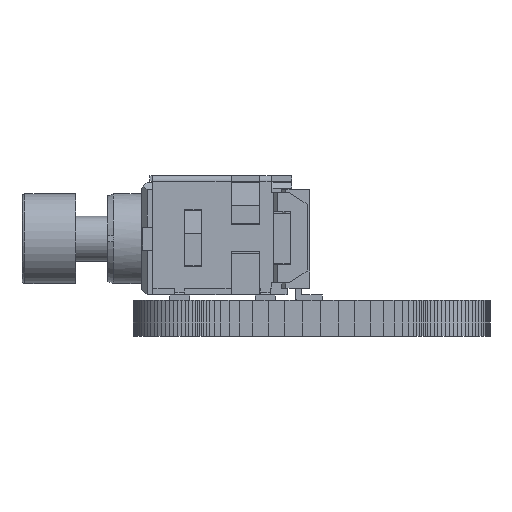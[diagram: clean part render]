
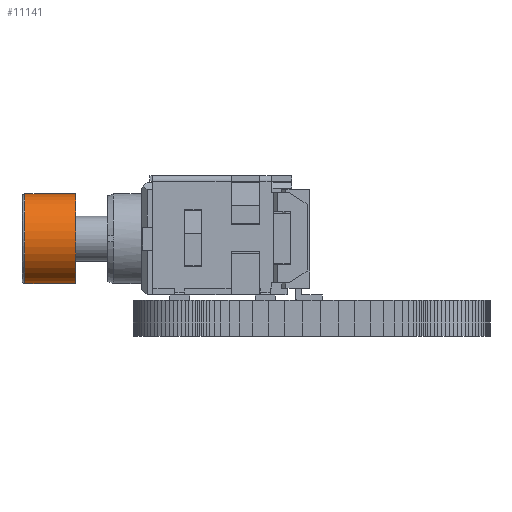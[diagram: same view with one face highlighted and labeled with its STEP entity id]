
A CAD part, left-side view. The second image highlights one B-rep face of the part: STEP entity #11141.
In plain terms, the highlighted cylindrical face has radius 1.994 mm (diameter 3.988 mm), a full revolution.
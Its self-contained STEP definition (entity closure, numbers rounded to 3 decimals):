
#11141 = ADVANCED_FACE('',(#11142),#11155,.T.);
#11142 = FACE_BOUND('',#11143,.T.);
#11143 = EDGE_LOOP('',(#11144,#11182,#11204,#11231));
#11144 = ORIENTED_EDGE('',*,*,#11145,.F.);
#11145 = EDGE_CURVE('',#11146,#11146,#11148,.T.);
#11146 = VERTEX_POINT('',#11147);
#11147 = CARTESIAN_POINT('',(-1.994,0.,2.921));
#11148 = SURFACE_CURVE('',#11149,(#11154,#11166),.PCURVE_S1.);
#11149 = CIRCLE('',#11150,1.994);
#11150 = AXIS2_PLACEMENT_3D('',#11151,#11152,#11153);
#11151 = CARTESIAN_POINT('',(0.,0.,2.921));
#11152 = DIRECTION('',(0.,0.,-1.));
#11153 = DIRECTION('',(-1.,0.,0.));
#11154 = PCURVE('',#11155,#11160);
#11155 = CYLINDRICAL_SURFACE('',#11156,1.994);
#11156 = AXIS2_PLACEMENT_3D('',#11157,#11158,#11159);
#11157 = CARTESIAN_POINT('',(0.,0.,2.921));
#11158 = DIRECTION('',(0.,0.,1.));
#11159 = DIRECTION('',(-1.,0.,0.));
#11160 = DEFINITIONAL_REPRESENTATION('',(#11161),#11165);
#11161 = LINE('',#11162,#11163);
#11162 = CARTESIAN_POINT('',(6.283,0.));
#11163 = VECTOR('',#11164,1.);
#11164 = DIRECTION('',(-1.,0.));
#11165 = ( GEOMETRIC_REPRESENTATION_CONTEXT(2) 
PARAMETRIC_REPRESENTATION_CONTEXT() REPRESENTATION_CONTEXT('2D SPACE',''
  ) );
#11166 = PCURVE('',#11167,#11172);
#11167 = PLANE('',#11168);
#11168 = AXIS2_PLACEMENT_3D('',#11169,#11170,#11171);
#11169 = CARTESIAN_POINT('',(-1.994,0.,2.921));
#11170 = DIRECTION('',(0.,0.,1.));
#11171 = DIRECTION('',(1.,0.,0.));
#11172 = DEFINITIONAL_REPRESENTATION('',(#11173),#11181);
#11173 = ( BOUNDED_CURVE() B_SPLINE_CURVE(2,(#11174,#11175,#11176,#11177
    ,#11178,#11179,#11180),.UNSPECIFIED.,.F.,.F.) 
B_SPLINE_CURVE_WITH_KNOTS((1,2,2,2,2,1),(-2.094,0.,
    2.094,4.189,6.283,8.378),
.UNSPECIFIED.) CURVE() GEOMETRIC_REPRESENTATION_ITEM() 
RATIONAL_B_SPLINE_CURVE((1.,0.5,1.,0.5,1.,0.5,1.)) REPRESENTATION_ITEM(
  '') );
#11174 = CARTESIAN_POINT('',(0.,0.));
#11175 = CARTESIAN_POINT('',(0.,3.454));
#11176 = CARTESIAN_POINT('',(2.991,1.727));
#11177 = CARTESIAN_POINT('',(5.982,0.));
#11178 = CARTESIAN_POINT('',(2.991,-1.727));
#11179 = CARTESIAN_POINT('',(0.,-3.454));
#11180 = CARTESIAN_POINT('',(0.,0.));
#11181 = ( GEOMETRIC_REPRESENTATION_CONTEXT(2) 
PARAMETRIC_REPRESENTATION_CONTEXT() REPRESENTATION_CONTEXT('2D SPACE',''
  ) );
#11182 = ORIENTED_EDGE('',*,*,#11183,.T.);
#11183 = EDGE_CURVE('',#11146,#11184,#11186,.T.);
#11184 = VERTEX_POINT('',#11185);
#11185 = CARTESIAN_POINT('',(-1.994,0.,5.182));
#11186 = SEAM_CURVE('',#11187,(#11190,#11197),.PCURVE_S1.);
#11187 = B_SPLINE_CURVE_WITH_KNOTS('',1,(#11188,#11189),.UNSPECIFIED.,
  .F.,.F.,(2,2),(0.,2.261),.PIECEWISE_BEZIER_KNOTS.);
#11188 = CARTESIAN_POINT('',(-1.994,0.,2.921));
#11189 = CARTESIAN_POINT('',(-1.994,0.,5.182));
#11190 = PCURVE('',#11155,#11191);
#11191 = DEFINITIONAL_REPRESENTATION('',(#11192),#11196);
#11192 = LINE('',#11193,#11194);
#11193 = CARTESIAN_POINT('',(6.283,0.));
#11194 = VECTOR('',#11195,1.);
#11195 = DIRECTION('',(0.,1.));
#11196 = ( GEOMETRIC_REPRESENTATION_CONTEXT(2) 
PARAMETRIC_REPRESENTATION_CONTEXT() REPRESENTATION_CONTEXT('2D SPACE',''
  ) );
#11197 = PCURVE('',#11155,#11198);
#11198 = DEFINITIONAL_REPRESENTATION('',(#11199),#11203);
#11199 = LINE('',#11200,#11201);
#11200 = CARTESIAN_POINT('',(0.,0.));
#11201 = VECTOR('',#11202,1.);
#11202 = DIRECTION('',(0.,1.));
#11203 = ( GEOMETRIC_REPRESENTATION_CONTEXT(2) 
PARAMETRIC_REPRESENTATION_CONTEXT() REPRESENTATION_CONTEXT('2D SPACE',''
  ) );
#11204 = ORIENTED_EDGE('',*,*,#11205,.T.);
#11205 = EDGE_CURVE('',#11184,#11184,#11206,.T.);
#11206 = SURFACE_CURVE('',#11207,(#11212,#11219),.PCURVE_S1.);
#11207 = CIRCLE('',#11208,1.994);
#11208 = AXIS2_PLACEMENT_3D('',#11209,#11210,#11211);
#11209 = CARTESIAN_POINT('',(0.,0.,5.182));
#11210 = DIRECTION('',(0.,0.,-1.));
#11211 = DIRECTION('',(-1.,0.,0.));
#11212 = PCURVE('',#11155,#11213);
#11213 = DEFINITIONAL_REPRESENTATION('',(#11214),#11218);
#11214 = LINE('',#11215,#11216);
#11215 = CARTESIAN_POINT('',(6.283,2.261));
#11216 = VECTOR('',#11217,1.);
#11217 = DIRECTION('',(-1.,0.));
#11218 = ( GEOMETRIC_REPRESENTATION_CONTEXT(2) 
PARAMETRIC_REPRESENTATION_CONTEXT() REPRESENTATION_CONTEXT('2D SPACE',''
  ) );
#11219 = PCURVE('',#11220,#11225);
#11220 = TOROIDAL_SURFACE('',#11221,1.867,0.127);
#11221 = AXIS2_PLACEMENT_3D('',#11222,#11223,#11224);
#11222 = CARTESIAN_POINT('',(0.,0.,5.182));
#11223 = DIRECTION('',(0.,0.,-1.));
#11224 = DIRECTION('',(-1.,0.,0.));
#11225 = DEFINITIONAL_REPRESENTATION('',(#11226),#11230);
#11226 = LINE('',#11227,#11228);
#11227 = CARTESIAN_POINT('',(0.,6.283));
#11228 = VECTOR('',#11229,1.);
#11229 = DIRECTION('',(1.,0.));
#11230 = ( GEOMETRIC_REPRESENTATION_CONTEXT(2) 
PARAMETRIC_REPRESENTATION_CONTEXT() REPRESENTATION_CONTEXT('2D SPACE',''
  ) );
#11231 = ORIENTED_EDGE('',*,*,#11183,.F.);
